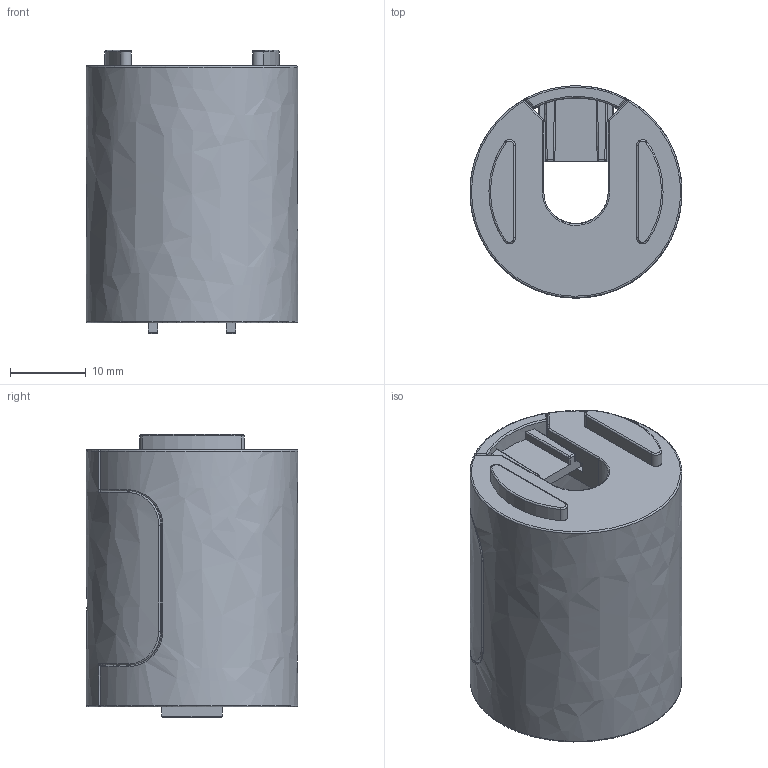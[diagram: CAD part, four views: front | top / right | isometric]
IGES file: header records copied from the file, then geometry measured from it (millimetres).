
Global section: file name: 700438; native system: Autodesk Inventor 2021; preprocessor: unknown; author: PC; date: 20201210.174314; units: millimetre
Bounding box: 28 x 28 x 37.4 mm (x, y, z)
Volume: 10498.7 mm3; surface area: 7726.2 mm2
Topology: 2 solids, 2 shells, 231 faces, 555 edges, 334 vertices
Faces by surface type: bspline 231
